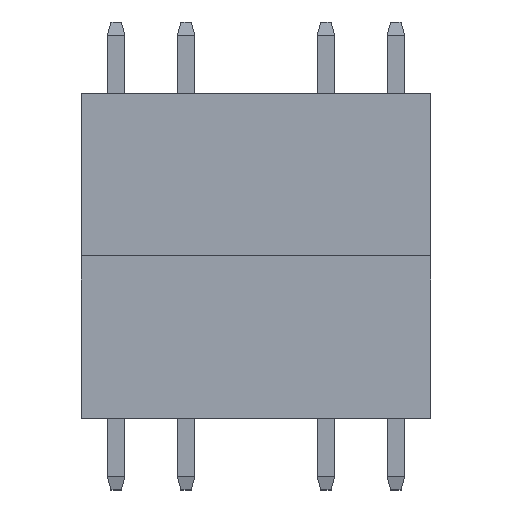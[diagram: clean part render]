
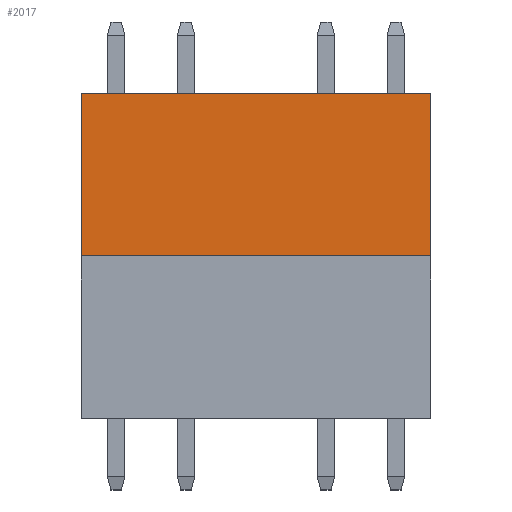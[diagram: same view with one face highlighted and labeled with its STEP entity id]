
A CAD part, top view. The second image highlights one B-rep face of the part: STEP entity #2017.
In plain terms, the highlighted planar face has unit normal (0, 0, 1).
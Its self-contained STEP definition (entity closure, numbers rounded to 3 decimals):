
#218=DIRECTION('',(1.,0.,0.));
#219=VECTOR('',#218,12.7);
#220=CARTESIAN_POINT('',(-6.35,0.,1.25));
#221=LINE('',#220,#219);
#379=DIRECTION('',(0.,1.,0.));
#380=VECTOR('',#379,5.9);
#381=CARTESIAN_POINT('',(6.35,0.,1.25));
#382=LINE('',#381,#380);
#407=DIRECTION('',(0.,1.,0.));
#408=VECTOR('',#407,5.9);
#409=CARTESIAN_POINT('',(-6.35,0.,1.25));
#410=LINE('',#409,#408);
#414=DIRECTION('',(1.,0.,0.));
#415=VECTOR('',#414,12.7);
#416=CARTESIAN_POINT('',(-6.35,5.9,1.25));
#417=LINE('',#416,#415);
#1635=CARTESIAN_POINT('',(-6.35,0.,1.25));
#1636=VERTEX_POINT('',#1635);
#1637=CARTESIAN_POINT('',(6.35,0.,1.25));
#1638=VERTEX_POINT('',#1637);
#1679=CARTESIAN_POINT('',(6.35,5.9,1.25));
#1680=VERTEX_POINT('',#1679);
#1685=CARTESIAN_POINT('',(-6.35,5.9,1.25));
#1686=VERTEX_POINT('',#1685);
#2004=CARTESIAN_POINT('',(-6.35,0.,1.25));
#2005=DIRECTION('',(0.,0.,1.));
#2006=DIRECTION('',(1.,0.,0.));
#2007=AXIS2_PLACEMENT_3D('',#2004,#2005,#2006);
#2008=PLANE('',#2007);
#2009=ORIENTED_EDGE('',*,*,#1880,.F.);
#2011=ORIENTED_EDGE('',*,*,#2010,.T.);
#2013=ORIENTED_EDGE('',*,*,#2012,.T.);
#2014=ORIENTED_EDGE('',*,*,#1986,.F.);
#2015=EDGE_LOOP('',(#2009,#2011,#2013,#2014));
#2016=FACE_OUTER_BOUND('',#2015,.F.);
#1880=EDGE_CURVE('',#1636,#1638,#221,.T.);
#1986=EDGE_CURVE('',#1638,#1680,#382,.T.);
#2010=EDGE_CURVE('',#1636,#1686,#410,.T.);
#2012=EDGE_CURVE('',#1686,#1680,#417,.T.);
#2017=ADVANCED_FACE('',(#2016),#2008,.T.);
